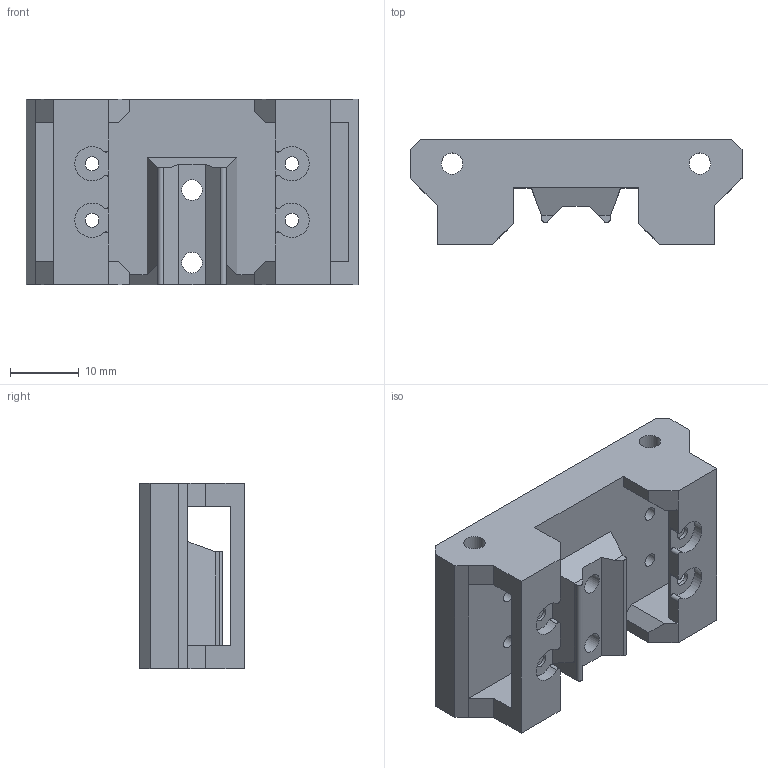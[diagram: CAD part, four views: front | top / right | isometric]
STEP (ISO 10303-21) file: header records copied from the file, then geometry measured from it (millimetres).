
FILE_DESCRIPTION(/* description */ (''),/* implementation_level */ '2;1');
FILE_NAME(/* name */ 'X_carriage_-_Bottom_REMIX.step',/* time_stamp */ '2020-02-02T11:14:04-05:00',/* author */ (''),/* organization */ (''),/* preprocessor_version */ 'ST-DEVELOPER v18',/* originating_system */ 'Autodesk Translation Framework v8.12.0.6',/* authorisation */ '');
FILE_SCHEMA (('AUTOMOTIVE_DESIGN { 1 0 10303 214 3 1 1 }'));
Length unit declared in the file: millimetre
Products named in the file (1): X_carriage_-_Bottom
Bounding box: 48.23 x 15.2 x 27 mm (x, y, z)
Volume: 10692.5 mm3; surface area: 6286.2 mm2
Topology: 1 solids, 1 shells, 84 faces, 244 edges, 160 vertices
Faces by surface type: plane 56, cylinder 28
Full cylindrical faces by diameter (mm): 2 x8, 3 x2, 3.1 x2, 6 x2
Entity records: 2856 total; most frequent: CARTESIAN_POINT 489, ORIENTED_EDGE 488, DIRECTION 470, EDGE_CURVE 244, LINE 188, VECTOR 188, VERTEX_POINT 160, AXIS2_PLACEMENT_3D 141
